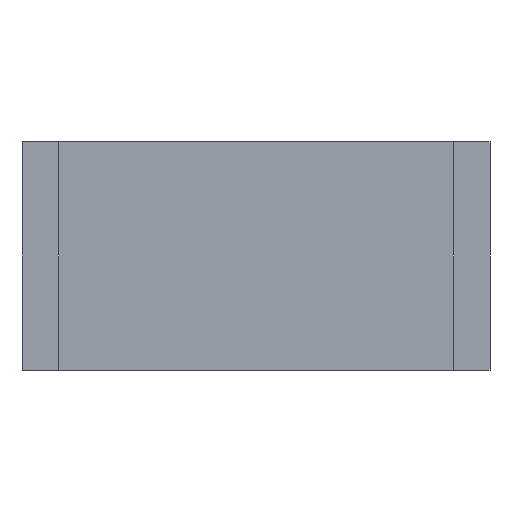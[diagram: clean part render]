
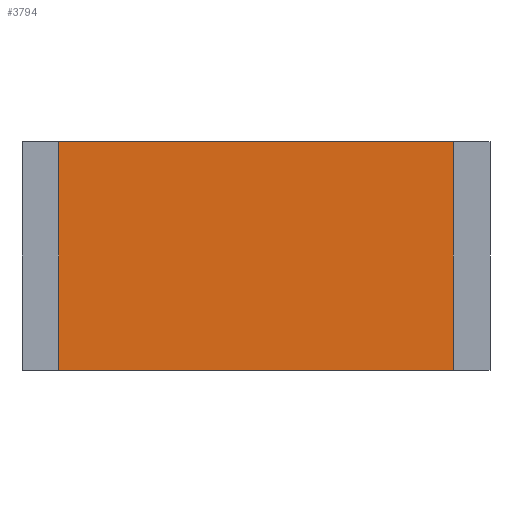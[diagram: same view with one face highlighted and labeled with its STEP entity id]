
A CAD part, front view. The second image highlights one B-rep face of the part: STEP entity #3794.
In plain terms, the highlighted planar face has unit normal (0, -1, 0).
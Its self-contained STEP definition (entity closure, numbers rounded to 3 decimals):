
#3700=CARTESIAN_POINT('',(-3.143,0.033,1.55));
#3701=VERTEX_POINT('',#3700);
#3708=CARTESIAN_POINT('',(3.143,0.033,1.55));
#3709=VERTEX_POINT('',#3708);
#3710=CARTESIAN_POINT('',(-3.143,0.033,1.55));
#3711=DIRECTION('',(1.,0.,-0.));
#3712=VECTOR('',#3711,6.285);
#3713=LINE('',#3710,#3712);
#3714=EDGE_CURVE('',#3701,#3709,#3713,.T.);
#3740=CARTESIAN_POINT('',(-3.143,0.033,-1.55));
#3741=VERTEX_POINT('',#3740);
#3756=CARTESIAN_POINT('',(3.143,0.033,-1.55));
#3757=VERTEX_POINT('',#3756);
#3764=CARTESIAN_POINT('',(-3.143,0.033,-1.55));
#3765=DIRECTION('',(1.,0.,-0.));
#3766=VECTOR('',#3765,6.285);
#3767=LINE('',#3764,#3766);
#3768=EDGE_CURVE('',#3741,#3757,#3767,.T.);
#3773=CARTESIAN_POINT('',(-3.143,0.033,-7.862));
#3774=DIRECTION('',(0.,-1.,0.));
#3775=DIRECTION('',(0.,0.,-1.));
#3776=AXIS2_PLACEMENT_3D('',#3773,#3774,#3775);
#3777=PLANE('',#3776);
#3778=CARTESIAN_POINT('',(-3.143,0.033,-1.55));
#3779=DIRECTION('',(0.,-0.,1.));
#3780=VECTOR('',#3779,3.1);
#3781=LINE('',#3778,#3780);
#3782=EDGE_CURVE('',#3741,#3701,#3781,.T.);
#3783=ORIENTED_EDGE('',*,*,#3782,.F.);
#3784=ORIENTED_EDGE('',*,*,#3768,.T.);
#3785=CARTESIAN_POINT('',(3.143,0.033,-1.55));
#3786=DIRECTION('',(0.,-0.,1.));
#3787=VECTOR('',#3786,3.1);
#3788=LINE('',#3785,#3787);
#3789=EDGE_CURVE('',#3757,#3709,#3788,.T.);
#3790=ORIENTED_EDGE('',*,*,#3789,.T.);
#3791=ORIENTED_EDGE('',*,*,#3714,.F.);
#3792=EDGE_LOOP('',(#3783,#3784,#3790,#3791));
#3793=FACE_BOUND('',#3792,.T.);
#3794=ADVANCED_FACE('',(#3793),#3777,.T.);
